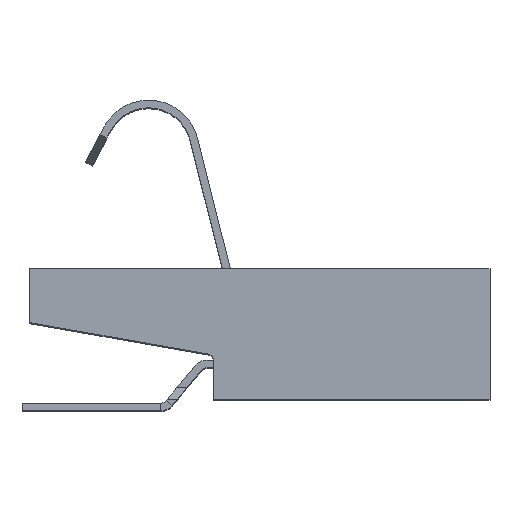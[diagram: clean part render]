
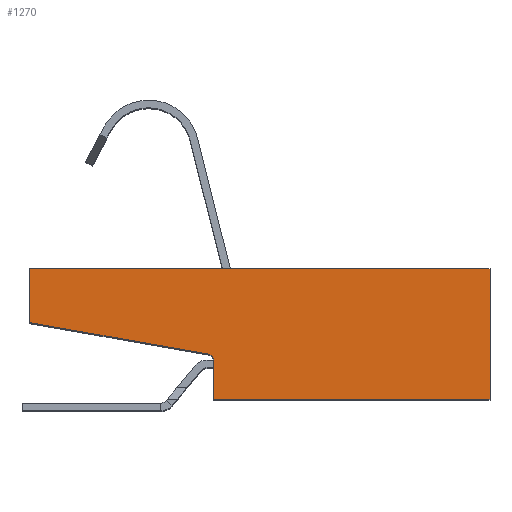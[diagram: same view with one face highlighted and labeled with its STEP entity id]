
A CAD part, top view. The second image highlights one B-rep face of the part: STEP entity #1270.
In plain terms, the highlighted planar face has unit normal (0, 0, 1).
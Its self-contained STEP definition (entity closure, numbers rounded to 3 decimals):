
#59 = PLANE('',#60);
#60 = AXIS2_PLACEMENT_3D('',#61,#62,#63);
#61 = CARTESIAN_POINT('',(0.,1.7,-4.));
#62 = DIRECTION('',(0.,1.,0.));
#63 = DIRECTION('',(1.,0.,0.));
#980 = VERTEX_POINT('',#981);
#981 = CARTESIAN_POINT('',(0.,1.7,4.));
#995 = PLANE('',#996);
#996 = AXIS2_PLACEMENT_3D('',#997,#998,#999);
#997 = CARTESIAN_POINT('',(0.,1.,-4.));
#998 = DIRECTION('',(-1.,0.,0.));
#999 = DIRECTION('',(0.,1.,0.));
#1007 = EDGE_CURVE('',#980,#1008,#1010,.T.);
#1008 = VERTEX_POINT('',#1009);
#1009 = CARTESIAN_POINT('',(6.,1.7,4.));
#1010 = SURFACE_CURVE('',#1011,(#1015,#1022),.PCURVE_S1.);
#1011 = LINE('',#1012,#1013);
#1012 = CARTESIAN_POINT('',(0.,1.7,4.));
#1013 = VECTOR('',#1014,1.);
#1014 = DIRECTION('',(1.,0.,0.));
#1015 = PCURVE('',#59,#1016);
#1016 = DEFINITIONAL_REPRESENTATION('',(#1017),#1021);
#1017 = LINE('',#1018,#1019);
#1018 = CARTESIAN_POINT('',(0.,-8.));
#1019 = VECTOR('',#1020,1.);
#1020 = DIRECTION('',(1.,0.));
#1021 = ( GEOMETRIC_REPRESENTATION_CONTEXT(2) 
PARAMETRIC_REPRESENTATION_CONTEXT() REPRESENTATION_CONTEXT('2D SPACE',''
  ) );
#1022 = PCURVE('',#1023,#1028);
#1023 = PLANE('',#1024);
#1024 = AXIS2_PLACEMENT_3D('',#1025,#1026,#1027);
#1025 = CARTESIAN_POINT('',(3.174,0.978,4.));
#1026 = DIRECTION('',(0.,0.,1.));
#1027 = DIRECTION('',(1.,0.,0.));
#1028 = DEFINITIONAL_REPRESENTATION('',(#1029),#1033);
#1029 = LINE('',#1030,#1031);
#1030 = CARTESIAN_POINT('',(-3.174,0.722));
#1031 = VECTOR('',#1032,1.);
#1032 = DIRECTION('',(1.,0.));
#1033 = ( GEOMETRIC_REPRESENTATION_CONTEXT(2) 
PARAMETRIC_REPRESENTATION_CONTEXT() REPRESENTATION_CONTEXT('2D SPACE',''
  ) );
#1049 = PLANE('',#1050);
#1050 = AXIS2_PLACEMENT_3D('',#1051,#1052,#1053);
#1051 = CARTESIAN_POINT('',(6.,1.7,-4.));
#1052 = DIRECTION('',(1.,0.,0.));
#1053 = DIRECTION('',(0.,-1.,0.));
#1104 = PLANE('',#1105);
#1105 = AXIS2_PLACEMENT_3D('',#1106,#1107,#1108);
#1106 = CARTESIAN_POINT('',(6.,0.,-4.));
#1107 = DIRECTION('',(0.,-1.,0.));
#1108 = DIRECTION('',(-1.,0.,0.));
#1132 = PLANE('',#1133);
#1133 = AXIS2_PLACEMENT_3D('',#1134,#1135,#1136);
#1134 = CARTESIAN_POINT('',(2.4,0.,-4.));
#1135 = DIRECTION('',(-1.,0.,0.));
#1136 = DIRECTION('',(0.,1.,0.));
#1226 = EDGE_CURVE('',#1008,#1227,#1229,.T.);
#1227 = VERTEX_POINT('',#1228);
#1228 = CARTESIAN_POINT('',(6.,0.,4.));
#1229 = SURFACE_CURVE('',#1230,(#1234,#1241),.PCURVE_S1.);
#1230 = LINE('',#1231,#1232);
#1231 = CARTESIAN_POINT('',(6.,1.7,4.));
#1232 = VECTOR('',#1233,1.);
#1233 = DIRECTION('',(0.,-1.,0.));
#1234 = PCURVE('',#1049,#1235);
#1235 = DEFINITIONAL_REPRESENTATION('',(#1236),#1240);
#1236 = LINE('',#1237,#1238);
#1237 = CARTESIAN_POINT('',(0.,-8.));
#1238 = VECTOR('',#1239,1.);
#1239 = DIRECTION('',(1.,0.));
#1240 = ( GEOMETRIC_REPRESENTATION_CONTEXT(2) 
PARAMETRIC_REPRESENTATION_CONTEXT() REPRESENTATION_CONTEXT('2D SPACE',''
  ) );
#1241 = PCURVE('',#1023,#1242);
#1242 = DEFINITIONAL_REPRESENTATION('',(#1243),#1247);
#1243 = LINE('',#1244,#1245);
#1244 = CARTESIAN_POINT('',(2.826,0.722));
#1245 = VECTOR('',#1246,1.);
#1246 = DIRECTION('',(0.,-1.));
#1247 = ( GEOMETRIC_REPRESENTATION_CONTEXT(2) 
PARAMETRIC_REPRESENTATION_CONTEXT() REPRESENTATION_CONTEXT('2D SPACE',''
  ) );
#1270 = ADVANCED_FACE('',(#1271),#1023,.T.);
#1271 = FACE_BOUND('',#1272,.F.);
#1272 = EDGE_LOOP('',(#1273,#1274,#1275,#1298,#1321,#1350,#1378));
#1273 = ORIENTED_EDGE('',*,*,#1007,.T.);
#1274 = ORIENTED_EDGE('',*,*,#1226,.T.);
#1275 = ORIENTED_EDGE('',*,*,#1276,.T.);
#1276 = EDGE_CURVE('',#1227,#1277,#1279,.T.);
#1277 = VERTEX_POINT('',#1278);
#1278 = CARTESIAN_POINT('',(2.4,0.,4.));
#1279 = SURFACE_CURVE('',#1280,(#1284,#1291),.PCURVE_S1.);
#1280 = LINE('',#1281,#1282);
#1281 = CARTESIAN_POINT('',(6.,0.,4.));
#1282 = VECTOR('',#1283,1.);
#1283 = DIRECTION('',(-1.,0.,0.));
#1284 = PCURVE('',#1023,#1285);
#1285 = DEFINITIONAL_REPRESENTATION('',(#1286),#1290);
#1286 = LINE('',#1287,#1288);
#1287 = CARTESIAN_POINT('',(2.826,-0.978));
#1288 = VECTOR('',#1289,1.);
#1289 = DIRECTION('',(-1.,0.));
#1290 = ( GEOMETRIC_REPRESENTATION_CONTEXT(2) 
PARAMETRIC_REPRESENTATION_CONTEXT() REPRESENTATION_CONTEXT('2D SPACE',''
  ) );
#1291 = PCURVE('',#1104,#1292);
#1292 = DEFINITIONAL_REPRESENTATION('',(#1293),#1297);
#1293 = LINE('',#1294,#1295);
#1294 = CARTESIAN_POINT('',(0.,-8.));
#1295 = VECTOR('',#1296,1.);
#1296 = DIRECTION('',(1.,0.));
#1297 = ( GEOMETRIC_REPRESENTATION_CONTEXT(2) 
PARAMETRIC_REPRESENTATION_CONTEXT() REPRESENTATION_CONTEXT('2D SPACE',''
  ) );
#1298 = ORIENTED_EDGE('',*,*,#1299,.T.);
#1299 = EDGE_CURVE('',#1277,#1300,#1302,.T.);
#1300 = VERTEX_POINT('',#1301);
#1301 = CARTESIAN_POINT('',(2.4,0.493,4.));
#1302 = SURFACE_CURVE('',#1303,(#1307,#1314),.PCURVE_S1.);
#1303 = LINE('',#1304,#1305);
#1304 = CARTESIAN_POINT('',(2.4,0.,4.));
#1305 = VECTOR('',#1306,1.);
#1306 = DIRECTION('',(0.,1.,0.));
#1307 = PCURVE('',#1023,#1308);
#1308 = DEFINITIONAL_REPRESENTATION('',(#1309),#1313);
#1309 = LINE('',#1310,#1311);
#1310 = CARTESIAN_POINT('',(-0.774,-0.978));
#1311 = VECTOR('',#1312,1.);
#1312 = DIRECTION('',(0.,1.));
#1313 = ( GEOMETRIC_REPRESENTATION_CONTEXT(2) 
PARAMETRIC_REPRESENTATION_CONTEXT() REPRESENTATION_CONTEXT('2D SPACE',''
  ) );
#1314 = PCURVE('',#1132,#1315);
#1315 = DEFINITIONAL_REPRESENTATION('',(#1316),#1320);
#1316 = LINE('',#1317,#1318);
#1317 = CARTESIAN_POINT('',(0.,-8.));
#1318 = VECTOR('',#1319,1.);
#1319 = DIRECTION('',(1.,0.));
#1320 = ( GEOMETRIC_REPRESENTATION_CONTEXT(2) 
PARAMETRIC_REPRESENTATION_CONTEXT() REPRESENTATION_CONTEXT('2D SPACE',''
  ) );
#1321 = ORIENTED_EDGE('',*,*,#1322,.T.);
#1322 = EDGE_CURVE('',#1300,#1323,#1325,.T.);
#1323 = VERTEX_POINT('',#1324);
#1324 = CARTESIAN_POINT('',(2.317,0.591,4.));
#1325 = SURFACE_CURVE('',#1326,(#1331,#1338),.PCURVE_S1.);
#1326 = CIRCLE('',#1327,0.1);
#1327 = AXIS2_PLACEMENT_3D('',#1328,#1329,#1330);
#1328 = CARTESIAN_POINT('',(2.3,0.493,4.));
#1329 = DIRECTION('',(0.,0.,1.));
#1330 = DIRECTION('',(1.,0.,0.));
#1331 = PCURVE('',#1023,#1332);
#1332 = DEFINITIONAL_REPRESENTATION('',(#1333),#1337);
#1333 = CIRCLE('',#1334,0.1);
#1334 = AXIS2_PLACEMENT_2D('',#1335,#1336);
#1335 = CARTESIAN_POINT('',(-0.874,-0.485));
#1336 = DIRECTION('',(1.,0.));
#1337 = ( GEOMETRIC_REPRESENTATION_CONTEXT(2) 
PARAMETRIC_REPRESENTATION_CONTEXT() REPRESENTATION_CONTEXT('2D SPACE',''
  ) );
#1338 = PCURVE('',#1339,#1344);
#1339 = CYLINDRICAL_SURFACE('',#1340,0.1);
#1340 = AXIS2_PLACEMENT_3D('',#1341,#1342,#1343);
#1341 = CARTESIAN_POINT('',(2.3,0.493,-4.));
#1342 = DIRECTION('',(-0.,-0.,-1.));
#1343 = DIRECTION('',(1.,0.,0.));
#1344 = DEFINITIONAL_REPRESENTATION('',(#1345),#1349);
#1345 = LINE('',#1346,#1347);
#1346 = CARTESIAN_POINT('',(-0.,-8.));
#1347 = VECTOR('',#1348,1.);
#1348 = DIRECTION('',(-1.,0.));
#1349 = ( GEOMETRIC_REPRESENTATION_CONTEXT(2) 
PARAMETRIC_REPRESENTATION_CONTEXT() REPRESENTATION_CONTEXT('2D SPACE',''
  ) );
#1350 = ORIENTED_EDGE('',*,*,#1351,.T.);
#1351 = EDGE_CURVE('',#1323,#1352,#1354,.T.);
#1352 = VERTEX_POINT('',#1353);
#1353 = CARTESIAN_POINT('',(0.,1.,4.));
#1354 = SURFACE_CURVE('',#1355,(#1359,#1366),.PCURVE_S1.);
#1355 = LINE('',#1356,#1357);
#1356 = CARTESIAN_POINT('',(2.317,0.591,4.));
#1357 = VECTOR('',#1358,1.);
#1358 = DIRECTION('',(-0.985,0.174,0.));
#1359 = PCURVE('',#1023,#1360);
#1360 = DEFINITIONAL_REPRESENTATION('',(#1361),#1365);
#1361 = LINE('',#1362,#1363);
#1362 = CARTESIAN_POINT('',(-0.856,-0.387));
#1363 = VECTOR('',#1364,1.);
#1364 = DIRECTION('',(-0.985,0.174));
#1365 = ( GEOMETRIC_REPRESENTATION_CONTEXT(2) 
PARAMETRIC_REPRESENTATION_CONTEXT() REPRESENTATION_CONTEXT('2D SPACE',''
  ) );
#1366 = PCURVE('',#1367,#1372);
#1367 = PLANE('',#1368);
#1368 = AXIS2_PLACEMENT_3D('',#1369,#1370,#1371);
#1369 = CARTESIAN_POINT('',(2.317,0.591,-4.));
#1370 = DIRECTION('',(-0.174,-0.985,0.));
#1371 = DIRECTION('',(-0.985,0.174,0.));
#1372 = DEFINITIONAL_REPRESENTATION('',(#1373),#1377);
#1373 = LINE('',#1374,#1375);
#1374 = CARTESIAN_POINT('',(0.,-8.));
#1375 = VECTOR('',#1376,1.);
#1376 = DIRECTION('',(1.,0.));
#1377 = ( GEOMETRIC_REPRESENTATION_CONTEXT(2) 
PARAMETRIC_REPRESENTATION_CONTEXT() REPRESENTATION_CONTEXT('2D SPACE',''
  ) );
#1378 = ORIENTED_EDGE('',*,*,#1379,.T.);
#1379 = EDGE_CURVE('',#1352,#980,#1380,.T.);
#1380 = SURFACE_CURVE('',#1381,(#1385,#1392),.PCURVE_S1.);
#1381 = LINE('',#1382,#1383);
#1382 = CARTESIAN_POINT('',(0.,1.,4.));
#1383 = VECTOR('',#1384,1.);
#1384 = DIRECTION('',(0.,1.,0.));
#1385 = PCURVE('',#1023,#1386);
#1386 = DEFINITIONAL_REPRESENTATION('',(#1387),#1391);
#1387 = LINE('',#1388,#1389);
#1388 = CARTESIAN_POINT('',(-3.174,0.022));
#1389 = VECTOR('',#1390,1.);
#1390 = DIRECTION('',(0.,1.));
#1391 = ( GEOMETRIC_REPRESENTATION_CONTEXT(2) 
PARAMETRIC_REPRESENTATION_CONTEXT() REPRESENTATION_CONTEXT('2D SPACE',''
  ) );
#1392 = PCURVE('',#995,#1393);
#1393 = DEFINITIONAL_REPRESENTATION('',(#1394),#1398);
#1394 = LINE('',#1395,#1396);
#1395 = CARTESIAN_POINT('',(0.,-8.));
#1396 = VECTOR('',#1397,1.);
#1397 = DIRECTION('',(1.,0.));
#1398 = ( GEOMETRIC_REPRESENTATION_CONTEXT(2) 
PARAMETRIC_REPRESENTATION_CONTEXT() REPRESENTATION_CONTEXT('2D SPACE',''
  ) );
